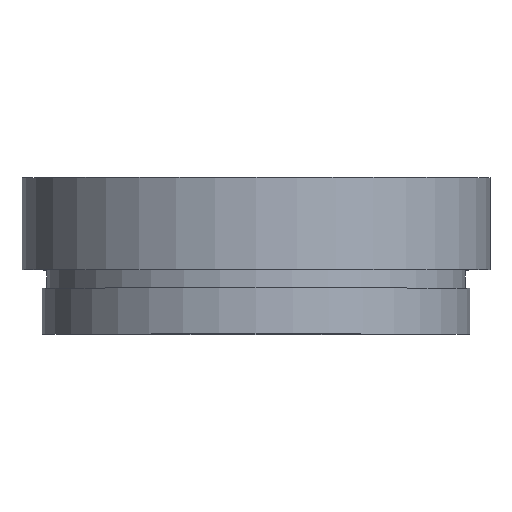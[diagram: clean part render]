
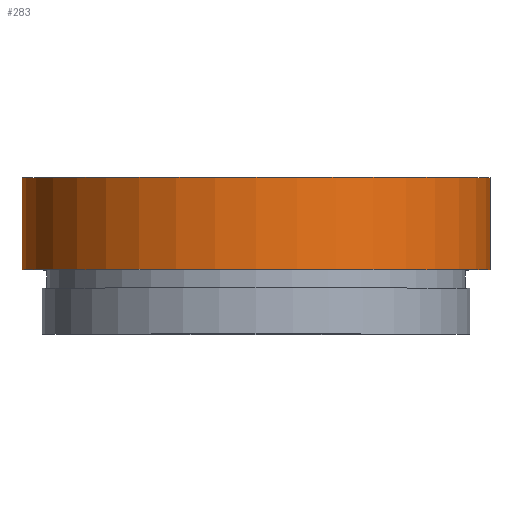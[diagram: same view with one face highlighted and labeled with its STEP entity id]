
A CAD part, top view. The second image highlights one B-rep face of the part: STEP entity #283.
In plain terms, the highlighted cylindrical face has radius 12.7 mm (diameter 25.4 mm), a partial arc.
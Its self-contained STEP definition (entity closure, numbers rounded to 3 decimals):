
#3 = CIRCLE ( 'NONE', #41, 12.7 ) ;
#11 = VERTEX_POINT ( 'NONE', #190 ) ;
#15 = LINE ( 'NONE', #350, #351 ) ;
#41 = AXIS2_PLACEMENT_3D ( 'NONE', #290, #218, #385 ) ;
#55 = ORIENTED_EDGE ( 'NONE', *, *, #106, .T. ) ;
#68 = VECTOR ( 'NONE', #83, 1000. ) ;
#79 = CARTESIAN_POINT ( 'NONE',  ( 12.7, 16.886, 0. ) ) ;
#83 = DIRECTION ( 'NONE',  ( 0., 1., 0. ) ) ;
#96 = DIRECTION ( 'NONE',  ( -1., 0., 0. ) ) ;
#97 = EDGE_CURVE ( 'NONE', #425, #11, #3, .T. ) ;
#106 = EDGE_CURVE ( 'NONE', #297, #405, #151, .T. ) ;
#132 = FACE_OUTER_BOUND ( 'NONE', #434, .T. ) ;
#148 = DIRECTION ( 'NONE',  ( 0., 1., 0. ) ) ;
#151 = CIRCLE ( 'NONE', #362, 12.7 ) ;
#169 = ORIENTED_EDGE ( 'NONE', *, *, #280, .T. ) ;
#184 = DIRECTION ( 'NONE',  ( -1., 0., 0. ) ) ;
#190 = CARTESIAN_POINT ( 'NONE',  ( 12.7, 7.955, 0. ) ) ;
#218 = DIRECTION ( 'NONE',  ( 0., 1., 0. ) ) ;
#280 = EDGE_CURVE ( 'NONE', #405, #11, #299, .T. ) ;
#283 = ADVANCED_FACE ( 'NONE', ( #132 ), #414, .T. ) ;
#286 = DIRECTION ( 'NONE',  ( 0., 1., 0. ) ) ;
#290 = CARTESIAN_POINT ( 'NONE',  ( 0., 7.955, 0. ) ) ;
#297 = VERTEX_POINT ( 'NONE', #337 ) ;
#299 = LINE ( 'NONE', #79, #68 ) ;
#310 = CARTESIAN_POINT ( 'NONE',  ( -12.7, 7.955, 0. ) ) ;
#332 = ORIENTED_EDGE ( 'NONE', *, *, #97, .F. ) ;
#334 = AXIS2_PLACEMENT_3D ( 'NONE', #432, #349, #96 ) ;
#337 = CARTESIAN_POINT ( 'NONE',  ( -12.7, 2.955, 0. ) ) ;
#349 = DIRECTION ( 'NONE',  ( 0., 1., 0. ) ) ;
#350 = CARTESIAN_POINT ( 'NONE',  ( -12.7, 16.886, 0. ) ) ;
#351 = VECTOR ( 'NONE', #148, 1000. ) ;
#362 = AXIS2_PLACEMENT_3D ( 'NONE', #378, #286, #184 ) ;
#377 = CARTESIAN_POINT ( 'NONE',  ( 12.7, 2.955, 0. ) ) ;
#378 = CARTESIAN_POINT ( 'NONE',  ( 0., 2.955, 0. ) ) ;
#385 = DIRECTION ( 'NONE',  ( -1., 0., 0. ) ) ;
#399 = EDGE_CURVE ( 'NONE', #297, #425, #15, .T. ) ;
#405 = VERTEX_POINT ( 'NONE', #377 ) ;
#413 = ORIENTED_EDGE ( 'NONE', *, *, #399, .F. ) ;
#414 = CYLINDRICAL_SURFACE ( 'NONE', #334, 12.7 ) ;
#425 = VERTEX_POINT ( 'NONE', #310 ) ;
#432 = CARTESIAN_POINT ( 'NONE',  ( 0., 16.886, 0. ) ) ;
#434 = EDGE_LOOP ( 'NONE', ( #55, #169, #332, #413 ) ) ;
